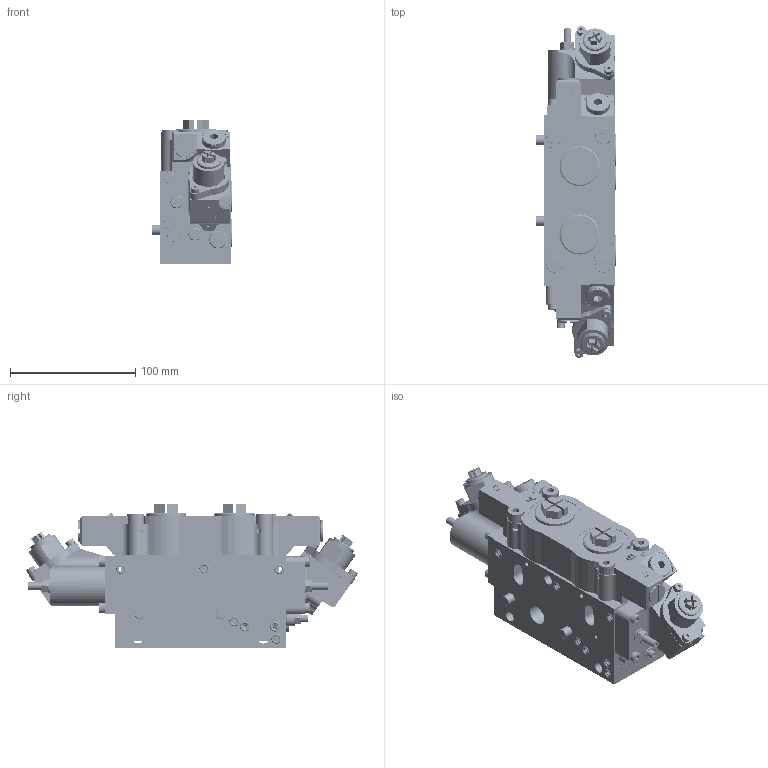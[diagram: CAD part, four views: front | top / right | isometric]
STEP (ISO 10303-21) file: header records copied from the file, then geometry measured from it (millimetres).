
FILE_DESCRIPTION(/* description */ ('Unknown'),/* implementation_level */ '2;1');
FILE_NAME(/* name */ '1441820_1620K100016',/* time_stamp */ '2021-01-13T10:50:23+01:00',/* author */ ('Unknown'),/* organization */ ('Unknown'),/* preprocessor_version */ 'ST-DEVELOPER v16.7',/* originating_system */ 'DEX',/* authorisation */ $);
FILE_SCHEMA (('AUTOMOTIVE_DESIGN {1 0 10303 214 3 1 1}'));
Products named in the file (1): 1441820_16KF-SSEO - C 3- _ 3 - BFYF_000191707
Bounding box: 64.31 x 264.6 x 114.1 mm (x, y, z)
Volume: 1324472.1 mm3; surface area: 334780.6 mm2
Topology: 152 solids, 154 shells, 3462 faces, 7160 edges, 4709 vertices
Faces by surface type: plane 1717, cylinder 1247, cone 306, torus 145, bspline 45, sphere 2
Full cylindrical faces by diameter (mm): 0.6 x1, 1 x2, 1.5 x4, 1.567 x2, 1.78 x4, 2 x32, 2.013 x2, 2.5 x12, 2.7 x4, 3 x40, 3.242 x6, 3.5 x4, 3.75 x270, 4 x374, 4.134 x11, 4.3 x4, 4.5 x2, 4.88 x6, 4.917 x7, 5 x18, 5.3 x4, 5.5 x3, 5.6 x1, 6 x4, 6.2 x2, 6.647 x5, 6.7 x1, 7 x6, 7.8 x15, 8 x16
Entity records: 100970 total; most frequent: CARTESIAN_POINT 22028, DIRECTION 14217, ORIENTED_EDGE 9924, AXIS2_PLACEMENT_3D 6242, FACE_BOUND 6201, EDGE_LOOP 6071, EDGE_CURVE 4962, VERTEX_POINT 4237
